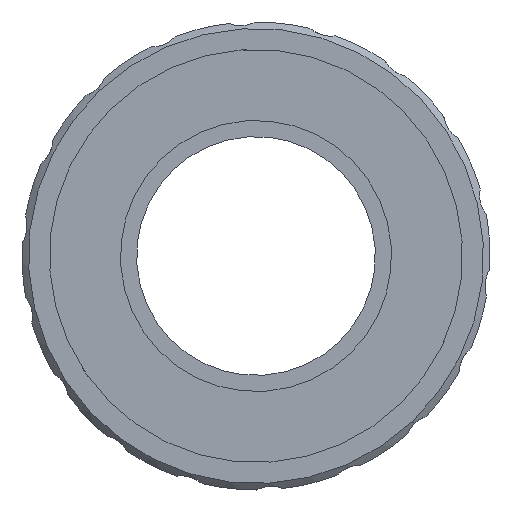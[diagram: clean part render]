
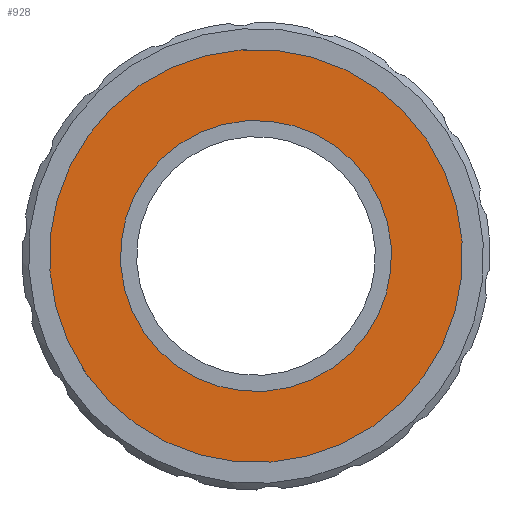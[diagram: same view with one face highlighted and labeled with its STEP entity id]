
A CAD part, front view. The second image highlights one B-rep face of the part: STEP entity #928.
In plain terms, the highlighted planar face has unit normal (0, -1, 0).
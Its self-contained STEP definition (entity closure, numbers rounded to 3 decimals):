
#119 = CIRCLE ( 'NONE', #2332, 32. ) ;
#342 = ORIENTED_EDGE ( 'NONE', *, *, #1774, .F. ) ;
#457 = VERTEX_POINT ( 'NONE', #3989 ) ;
#542 = CARTESIAN_POINT ( 'NONE',  ( -12.568, -30.049, 53.884 ) ) ;
#885 = VERTEX_POINT ( 'NONE', #6379 ) ;
#895 = CIRCLE ( 'NONE', #6877, 20.6 ) ;
#909 = EDGE_LOOP ( 'NONE', ( #5682, #342 ) ) ;
#928 = ADVANCED_FACE ( 'NONE', ( #7992, #5558 ), #7689, .F. ) ;
#1072 = EDGE_CURVE ( 'NONE', #2375, #457, #9253, .T. ) ;
#1368 = EDGE_CURVE ( 'NONE', #5360, #885, #895, .T. ) ;
#1774 = EDGE_CURVE ( 'NONE', #885, #5360, #2082, .T. ) ;
#2082 = CIRCLE ( 'NONE', #9438, 20.6 ) ;
#2242 = AXIS2_PLACEMENT_3D ( 'NONE', #3956, #10546, #6426 ) ;
#2297 = CARTESIAN_POINT ( 'NONE',  ( 19.923, -30.049, 73.702 ) ) ;
#2332 = AXIS2_PLACEMENT_3D ( 'NONE', #2961, #9501, #4468 ) ;
#2375 = VERTEX_POINT ( 'NONE', #9540 ) ;
#2739 = DIRECTION ( 'NONE',  ( 0., 1., 0. ) ) ;
#2961 = CARTESIAN_POINT ( 'NONE',  ( 5.972, -30.049, 44.903 ) ) ;
#3090 = AXIS2_PLACEMENT_3D ( 'NONE', #2297, #2739, #8484 ) ;
#3118 = DIRECTION ( 'NONE',  ( 0., -1., 0. ) ) ;
#3956 = CARTESIAN_POINT ( 'NONE',  ( 5.972, -30.049, 44.903 ) ) ;
#3989 = CARTESIAN_POINT ( 'NONE',  ( -22.827, -30.049, 58.854 ) ) ;
#4020 = EDGE_CURVE ( 'NONE', #457, #2375, #119, .T. ) ;
#4093 = DIRECTION ( 'NONE',  ( -0.9, 0., 0.436 ) ) ;
#4139 = EDGE_LOOP ( 'NONE', ( #6253, #8977 ) ) ;
#4468 = DIRECTION ( 'NONE',  ( -0.9, 0., 0.436 ) ) ;
#5360 = VERTEX_POINT ( 'NONE', #542 ) ;
#5558 = FACE_OUTER_BOUND ( 'NONE', #4139, .T. ) ;
#5682 = ORIENTED_EDGE ( 'NONE', *, *, #1368, .F. ) ;
#6253 = ORIENTED_EDGE ( 'NONE', *, *, #4020, .T. ) ;
#6379 = CARTESIAN_POINT ( 'NONE',  ( 24.511, -30.049, 35.922 ) ) ;
#6398 = DIRECTION ( 'NONE',  ( -0.9, 0., 0.436 ) ) ;
#6426 = DIRECTION ( 'NONE',  ( -0.9, 0., 0.436 ) ) ;
#6517 = CARTESIAN_POINT ( 'NONE',  ( 5.972, -30.049, 44.903 ) ) ;
#6877 = AXIS2_PLACEMENT_3D ( 'NONE', #6517, #7271, #4093 ) ;
#7271 = DIRECTION ( 'NONE',  ( 0., -1., 0. ) ) ;
#7689 = PLANE ( 'NONE',  #3090 ) ;
#7992 = FACE_BOUND ( 'NONE', #909, .T. ) ;
#8484 = DIRECTION ( 'NONE',  ( 0.9, 0., -0.436 ) ) ;
#8959 = CARTESIAN_POINT ( 'NONE',  ( 5.972, -30.049, 44.903 ) ) ;
#8977 = ORIENTED_EDGE ( 'NONE', *, *, #1072, .T. ) ;
#9253 = CIRCLE ( 'NONE', #2242, 32. ) ;
#9438 = AXIS2_PLACEMENT_3D ( 'NONE', #8959, #3118, #6398 ) ;
#9501 = DIRECTION ( 'NONE',  ( 0., -1., 0. ) ) ;
#9540 = CARTESIAN_POINT ( 'NONE',  ( 34.771, -30.049, 30.952 ) ) ;
#10546 = DIRECTION ( 'NONE',  ( 0., -1., 0. ) ) ;
